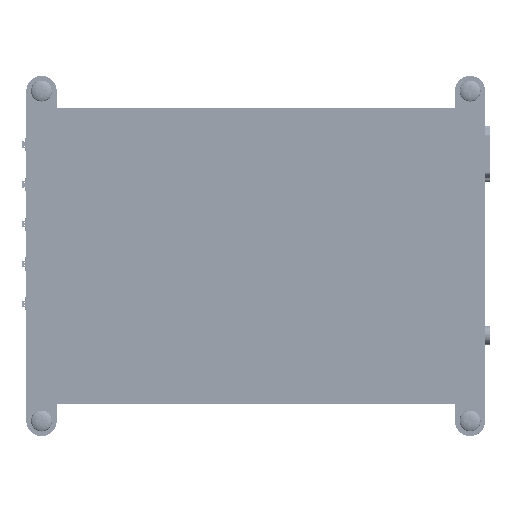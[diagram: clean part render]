
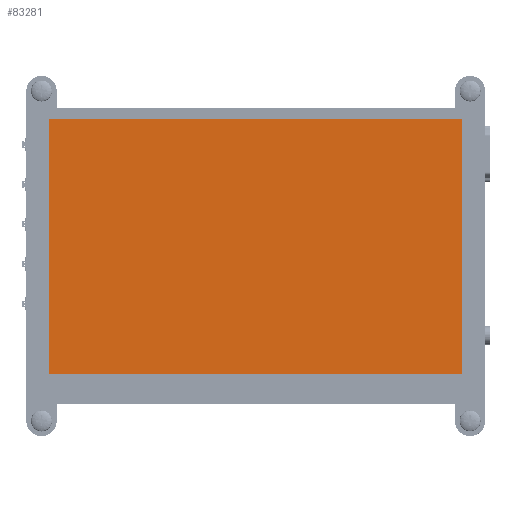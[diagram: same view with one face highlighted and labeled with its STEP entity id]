
A CAD part, top view. The second image highlights one B-rep face of the part: STEP entity #83281.
In plain terms, the highlighted planar face has unit normal (0, 0, 1).
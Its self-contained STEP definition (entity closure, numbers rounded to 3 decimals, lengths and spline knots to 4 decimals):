
#8687=FACE_OUTER_BOUND('',#12958,.T.);
#12958=EDGE_LOOP('',(#76097,#76098,#76099,#76100));
#22683=LINE('',#148679,#32416);
#22686=LINE('',#148685,#32419);
#22689=LINE('',#148691,#32422);
#22692=LINE('',#148695,#32425);
#32416=VECTOR('',#111303,0.3937);
#32419=VECTOR('',#111308,0.3937);
#32422=VECTOR('',#111313,0.3937);
#32425=VECTOR('',#111318,0.3937);
#40300=VERTEX_POINT('',#148676);
#40301=VERTEX_POINT('',#148678);
#40303=VERTEX_POINT('',#148684);
#40305=VERTEX_POINT('',#148690);
#52229=EDGE_CURVE('',#40301,#40300,#22683,.T.);
#52232=EDGE_CURVE('',#40303,#40301,#22686,.T.);
#52235=EDGE_CURVE('',#40305,#40303,#22689,.T.);
#52238=EDGE_CURVE('',#40300,#40305,#22692,.T.);
#76097=ORIENTED_EDGE('',*,*,#52238,.T.);
#76098=ORIENTED_EDGE('',*,*,#52235,.T.);
#76099=ORIENTED_EDGE('',*,*,#52232,.T.);
#76100=ORIENTED_EDGE('',*,*,#52229,.T.);
#79190=PLANE('',#89468);
#83281=ADVANCED_FACE('',(#8687),#79190,.T.);
#89468=AXIS2_PLACEMENT_3D('',#148696,#111319,#111320);
#111303=DIRECTION('',(0.,-1.,0.));
#111308=DIRECTION('',(-1.,0.,0.));
#111313=DIRECTION('',(0.,1.,0.));
#111318=DIRECTION('',(1.,0.,0.));
#111319=DIRECTION('center_axis',(0.,0.,1.));
#111320=DIRECTION('ref_axis',(1.,0.,0.));
#148676=CARTESIAN_POINT('',(-2.1407,-1.2237,0.2756));
#148678=CARTESIAN_POINT('',(-2.1407,1.4141,0.2756));
#148679=CARTESIAN_POINT('',(-2.1407,-1.2237,0.2756));
#148684=CARTESIAN_POINT('',(2.1507,1.4141,0.2756));
#148685=CARTESIAN_POINT('',(-2.1407,1.4141,0.2756));
#148690=CARTESIAN_POINT('',(2.1507,-1.2237,0.2756));
#148691=CARTESIAN_POINT('',(2.1507,1.4141,0.2756));
#148695=CARTESIAN_POINT('',(2.1507,-1.2237,0.2756));
#148696=CARTESIAN_POINT('Origin',(0.005,0.0952,
0.2756));
